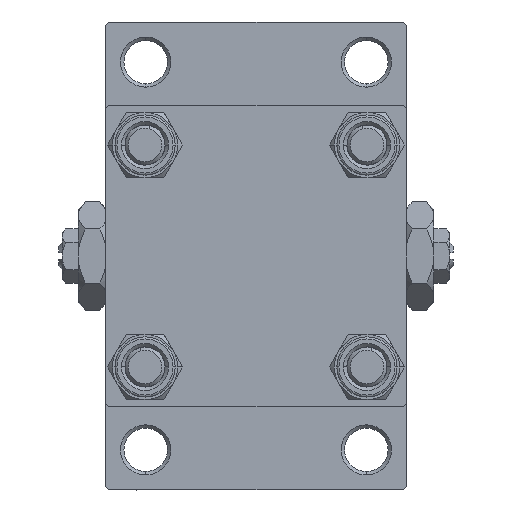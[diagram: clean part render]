
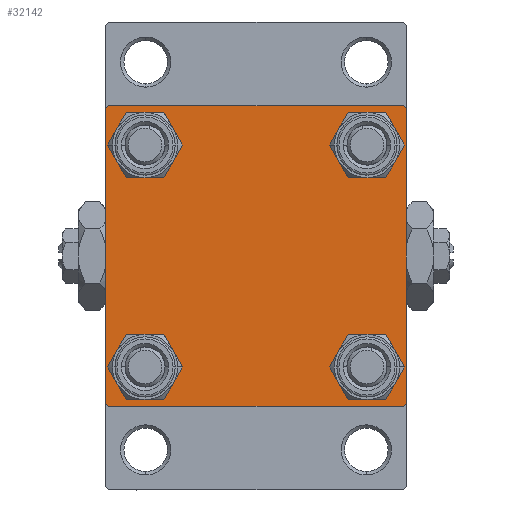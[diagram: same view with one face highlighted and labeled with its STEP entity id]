
A CAD part, left-side view. The second image highlights one B-rep face of the part: STEP entity #32142.
In plain terms, the highlighted planar face has unit normal (-1, 0, 0).
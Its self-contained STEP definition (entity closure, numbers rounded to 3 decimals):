
#217 = DIRECTION ( 'NONE',  ( 0., 0., 1. ) ) ;
#376 = EDGE_CURVE ( 'NONE', #34456, #32023, #4942, .T. ) ;
#488 = DIRECTION ( 'NONE',  ( 0., -0.707, -0.707 ) ) ;
#601 = VERTEX_POINT ( 'NONE', #23427 ) ;
#1245 = EDGE_LOOP ( 'NONE', ( #30932, #17817 ) ) ;
#1387 = DIRECTION ( 'NONE',  ( 0., 0., 1. ) ) ;
#1405 = LINE ( 'NONE', #38066, #46761 ) ;
#2196 = EDGE_CURVE ( 'NONE', #16318, #41486, #37508, .T. ) ;
#2365 = CARTESIAN_POINT ( 'NONE',  ( 0., -16.6, 16.6 ) ) ;
#2487 = LINE ( 'NONE', #5934, #11019 ) ;
#2733 = EDGE_CURVE ( 'NONE', #5713, #29259, #44533, .T. ) ;
#4058 = AXIS2_PLACEMENT_3D ( 'NONE', #29515, #48433, #217 ) ;
#4795 = CARTESIAN_POINT ( 'NONE',  ( 0., 16.6, -16.6 ) ) ;
#4942 = CIRCLE ( 'NONE', #26928, 3.5 ) ;
#4964 = CARTESIAN_POINT ( 'NONE',  ( 0., -16.6, 13.1 ) ) ;
#5472 = VERTEX_POINT ( 'NONE', #26493 ) ;
#5551 = CARTESIAN_POINT ( 'NONE',  ( 0., 22., 22.5 ) ) ;
#5713 = VERTEX_POINT ( 'NONE', #5551 ) ;
#5934 = CARTESIAN_POINT ( 'NONE',  ( 0., 22.5, -22.5 ) ) ;
#7321 = DIRECTION ( 'NONE',  ( 1., 0., 0. ) ) ;
#7565 = FACE_BOUND ( 'NONE', #32569, .T. ) ;
#7987 = LINE ( 'NONE', #36791, #40376 ) ;
#8042 = PLANE ( 'NONE',  #26005 ) ;
#8414 = ORIENTED_EDGE ( 'NONE', *, *, #10704, .T. ) ;
#8503 = ORIENTED_EDGE ( 'NONE', *, *, #24850, .T. ) ;
#8708 = VERTEX_POINT ( 'NONE', #24804 ) ;
#9176 = CARTESIAN_POINT ( 'NONE',  ( 0., 16.6, -13.1 ) ) ;
#9854 = EDGE_CURVE ( 'NONE', #8708, #39650, #39703, .T. ) ;
#9983 = DIRECTION ( 'NONE',  ( 0., 0., 1. ) ) ;
#10333 = CARTESIAN_POINT ( 'NONE',  ( 0., 22.5, 22.5 ) ) ;
#10704 = EDGE_CURVE ( 'NONE', #5713, #45885, #1405, .T. ) ;
#11019 = VECTOR ( 'NONE', #20944, 1000. ) ;
#11276 = AXIS2_PLACEMENT_3D ( 'NONE', #44008, #24598, #21643 ) ;
#11447 = DIRECTION ( 'NONE',  ( 0., 0., 1. ) ) ;
#11521 = ORIENTED_EDGE ( 'NONE', *, *, #18118, .T. ) ;
#12032 = VECTOR ( 'NONE', #15112, 1000. ) ;
#12194 = EDGE_CURVE ( 'NONE', #601, #41486, #45220, .T. ) ;
#12967 = EDGE_CURVE ( 'NONE', #25440, #44448, #32575, .T. ) ;
#13110 = EDGE_CURVE ( 'NONE', #601, #29259, #7987, .T. ) ;
#13135 = ORIENTED_EDGE ( 'NONE', *, *, #37507, .T. ) ;
#13906 = DIRECTION ( 'NONE',  ( 1., 0., 0. ) ) ;
#14403 = DIRECTION ( 'NONE',  ( 0., 0.707, 0.707 ) ) ;
#14696 = FACE_OUTER_BOUND ( 'NONE', #24747, .T. ) ;
#15112 = DIRECTION ( 'NONE',  ( 0., -0.707, 0.707 ) ) ;
#15767 = CARTESIAN_POINT ( 'NONE',  ( 0., 22.5, 22. ) ) ;
#16318 = VERTEX_POINT ( 'NONE', #29709 ) ;
#16451 = DIRECTION ( 'NONE',  ( 0., 0., 1. ) ) ;
#16753 = VERTEX_POINT ( 'NONE', #9176 ) ;
#16870 = CARTESIAN_POINT ( 'NONE',  ( 0., 16.6, -20.1 ) ) ;
#17184 = CARTESIAN_POINT ( 'NONE',  ( 0., -16.6, -16.6 ) ) ;
#17264 = LINE ( 'NONE', #32296, #40109 ) ;
#17817 = ORIENTED_EDGE ( 'NONE', *, *, #376, .T. ) ;
#18003 = EDGE_CURVE ( 'NONE', #44200, #5472, #19903, .T. ) ;
#18118 = EDGE_CURVE ( 'NONE', #44448, #25440, #48427, .T. ) ;
#18593 = ORIENTED_EDGE ( 'NONE', *, *, #12194, .F. ) ;
#19363 = DIRECTION ( 'NONE',  ( 0., 0., 1. ) ) ;
#19475 = ORIENTED_EDGE ( 'NONE', *, *, #2196, .T. ) ;
#19903 = LINE ( 'NONE', #30506, #21746 ) ;
#20163 = DIRECTION ( 'NONE',  ( 1., 0., 0. ) ) ;
#20280 = ORIENTED_EDGE ( 'NONE', *, *, #34768, .T. ) ;
#20562 = CIRCLE ( 'NONE', #4058, 3.5 ) ;
#20944 = DIRECTION ( 'NONE',  ( 0., -1., 0. ) ) ;
#21643 = DIRECTION ( 'NONE',  ( 0., 0., 1. ) ) ;
#21746 = VECTOR ( 'NONE', #488, 1000. ) ;
#23300 = DIRECTION ( 'NONE',  ( 1., 0., 0. ) ) ;
#23427 = CARTESIAN_POINT ( 'NONE',  ( 0., -22.5, 22. ) ) ;
#24598 = DIRECTION ( 'NONE',  ( 1., 0., 0. ) ) ;
#24747 = EDGE_LOOP ( 'NONE', ( #20280, #28712, #32655, #19475, #18593, #43918, #39052, #8414 ) ) ;
#24804 = CARTESIAN_POINT ( 'NONE',  ( 0., 16.6, 20.1 ) ) ;
#24850 = EDGE_CURVE ( 'NONE', #39650, #8708, #33613, .T. ) ;
#25440 = VERTEX_POINT ( 'NONE', #4964 ) ;
#25730 = DIRECTION ( 'NONE',  ( 1., 0., 0. ) ) ;
#25911 = CARTESIAN_POINT ( 'NONE',  ( 0., -16.6, -20.1 ) ) ;
#26005 = AXIS2_PLACEMENT_3D ( 'NONE', #38045, #45192, #19363 ) ;
#26234 = VECTOR ( 'NONE', #36025, 1000. ) ;
#26493 = CARTESIAN_POINT ( 'NONE',  ( 0., 22., -22.5 ) ) ;
#26501 = FACE_BOUND ( 'NONE', #32831, .T. ) ;
#26928 = AXIS2_PLACEMENT_3D ( 'NONE', #17184, #20163, #16451 ) ;
#27237 = DIRECTION ( 'NONE',  ( 0., 0.707, -0.707 ) ) ;
#28053 = CARTESIAN_POINT ( 'NONE',  ( 0., -16.6, 20.1 ) ) ;
#28125 = EDGE_CURVE ( 'NONE', #16753, #36474, #30623, .T. ) ;
#28712 = ORIENTED_EDGE ( 'NONE', *, *, #18003, .T. ) ;
#28745 = CARTESIAN_POINT ( 'NONE',  ( 0., -16.6, -13.1 ) ) ;
#29259 = VERTEX_POINT ( 'NONE', #42766 ) ;
#29423 = CARTESIAN_POINT ( 'NONE',  ( 0., -22.25, -22.25 ) ) ;
#29491 = CARTESIAN_POINT ( 'NONE',  ( 0., -16.6, 16.6 ) ) ;
#29515 = CARTESIAN_POINT ( 'NONE',  ( 0., 16.6, -16.6 ) ) ;
#29709 = CARTESIAN_POINT ( 'NONE',  ( 0., -22., -22.5 ) ) ;
#30154 = CIRCLE ( 'NONE', #11276, 3.5 ) ;
#30224 = AXIS2_PLACEMENT_3D ( 'NONE', #2365, #13906, #9983 ) ;
#30245 = EDGE_CURVE ( 'NONE', #5472, #16318, #2487, .T. ) ;
#30506 = CARTESIAN_POINT ( 'NONE',  ( 0., 22.25, -22.25 ) ) ;
#30590 = CARTESIAN_POINT ( 'NONE',  ( 0., -22.5, -22. ) ) ;
#30623 = CIRCLE ( 'NONE', #33735, 3.5 ) ;
#30932 = ORIENTED_EDGE ( 'NONE', *, *, #38265, .T. ) ;
#31149 = CARTESIAN_POINT ( 'NONE',  ( 0., 16.6, 13.1 ) ) ;
#32023 = VERTEX_POINT ( 'NONE', #28745 ) ;
#32142 = ADVANCED_FACE ( 'NONE', ( #26501, #41259, #7565, #41739, #14696 ), #8042, .T. ) ;
#32296 = CARTESIAN_POINT ( 'NONE',  ( 0., 22.5, 22.5 ) ) ;
#32569 = EDGE_LOOP ( 'NONE', ( #42970, #13135 ) ) ;
#32575 = CIRCLE ( 'NONE', #30224, 3.5 ) ;
#32655 = ORIENTED_EDGE ( 'NONE', *, *, #30245, .T. ) ;
#32831 = EDGE_LOOP ( 'NONE', ( #11521, #41194 ) ) ;
#32843 = AXIS2_PLACEMENT_3D ( 'NONE', #38772, #23300, #1387 ) ;
#33436 = AXIS2_PLACEMENT_3D ( 'NONE', #47865, #25730, #11447 ) ;
#33613 = CIRCLE ( 'NONE', #32843, 3.5 ) ;
#33735 = AXIS2_PLACEMENT_3D ( 'NONE', #4795, #35051, #34806 ) ;
#34456 = VERTEX_POINT ( 'NONE', #25911 ) ;
#34646 = EDGE_LOOP ( 'NONE', ( #40737, #8503 ) ) ;
#34768 = EDGE_CURVE ( 'NONE', #45885, #44200, #17264, .T. ) ;
#34806 = DIRECTION ( 'NONE',  ( 0., 0., 1. ) ) ;
#35051 = DIRECTION ( 'NONE',  ( 1., 0., 0. ) ) ;
#36025 = DIRECTION ( 'NONE',  ( 0., 0., -1. ) ) ;
#36474 = VERTEX_POINT ( 'NONE', #16870 ) ;
#36791 = CARTESIAN_POINT ( 'NONE',  ( 0., -22.25, 22.25 ) ) ;
#37507 = EDGE_CURVE ( 'NONE', #36474, #16753, #20562, .T. ) ;
#37508 = LINE ( 'NONE', #29423, #12032 ) ;
#38045 = CARTESIAN_POINT ( 'NONE',  ( 0., 0., 0. ) ) ;
#38066 = CARTESIAN_POINT ( 'NONE',  ( 0., 22.25, 22.25 ) ) ;
#38265 = EDGE_CURVE ( 'NONE', #32023, #34456, #30154, .T. ) ;
#38772 = CARTESIAN_POINT ( 'NONE',  ( 0., 16.6, 16.6 ) ) ;
#39052 = ORIENTED_EDGE ( 'NONE', *, *, #2733, .F. ) ;
#39650 = VERTEX_POINT ( 'NONE', #31149 ) ;
#39656 = DIRECTION ( 'NONE',  ( 0., 0., -1. ) ) ;
#39703 = CIRCLE ( 'NONE', #33436, 3.5 ) ;
#39772 = AXIS2_PLACEMENT_3D ( 'NONE', #29491, #7321, #41262 ) ;
#40109 = VECTOR ( 'NONE', #39656, 1000. ) ;
#40376 = VECTOR ( 'NONE', #14403, 1000. ) ;
#40737 = ORIENTED_EDGE ( 'NONE', *, *, #9854, .T. ) ;
#41194 = ORIENTED_EDGE ( 'NONE', *, *, #12967, .T. ) ;
#41259 = FACE_BOUND ( 'NONE', #1245, .T. ) ;
#41262 = DIRECTION ( 'NONE',  ( 0., 0., 1. ) ) ;
#41486 = VERTEX_POINT ( 'NONE', #30590 ) ;
#41527 = CARTESIAN_POINT ( 'NONE',  ( 0., -22.5, 22.5 ) ) ;
#41739 = FACE_BOUND ( 'NONE', #34646, .T. ) ;
#42766 = CARTESIAN_POINT ( 'NONE',  ( 0., -22., 22.5 ) ) ;
#42970 = ORIENTED_EDGE ( 'NONE', *, *, #28125, .T. ) ;
#43597 = CARTESIAN_POINT ( 'NONE',  ( 0., 22.5, -22. ) ) ;
#43918 = ORIENTED_EDGE ( 'NONE', *, *, #13110, .T. ) ;
#44008 = CARTESIAN_POINT ( 'NONE',  ( 0., -16.6, -16.6 ) ) ;
#44171 = VECTOR ( 'NONE', #47972, 1000. ) ;
#44200 = VERTEX_POINT ( 'NONE', #43597 ) ;
#44448 = VERTEX_POINT ( 'NONE', #28053 ) ;
#44533 = LINE ( 'NONE', #10333, #44171 ) ;
#45192 = DIRECTION ( 'NONE',  ( -1., 0., 0. ) ) ;
#45220 = LINE ( 'NONE', #41527, #26234 ) ;
#45885 = VERTEX_POINT ( 'NONE', #15767 ) ;
#46761 = VECTOR ( 'NONE', #27237, 1000. ) ;
#47865 = CARTESIAN_POINT ( 'NONE',  ( 0., 16.6, 16.6 ) ) ;
#47972 = DIRECTION ( 'NONE',  ( 0., -1., 0. ) ) ;
#48427 = CIRCLE ( 'NONE', #39772, 3.5 ) ;
#48433 = DIRECTION ( 'NONE',  ( 1., 0., 0. ) ) ;
